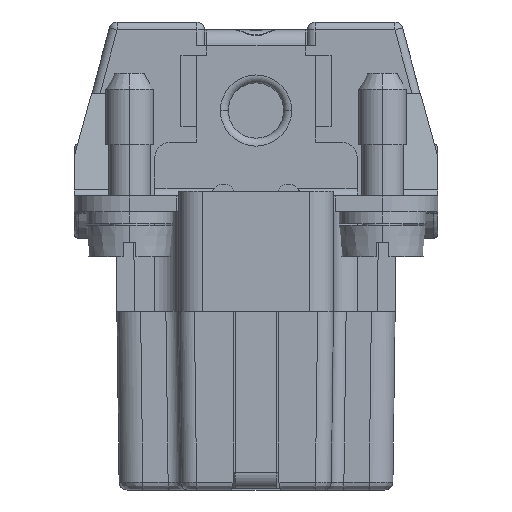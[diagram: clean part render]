
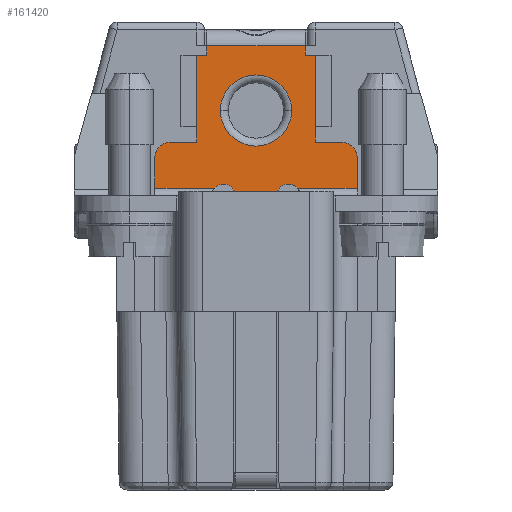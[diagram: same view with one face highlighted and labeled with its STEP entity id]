
A CAD part, left-side view. The second image highlights one B-rep face of the part: STEP entity #161420.
In plain terms, the highlighted planar face has unit normal (-1, 0, 0).
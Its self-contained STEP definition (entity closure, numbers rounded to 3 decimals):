
#210=CARTESIAN_POINT('',(51.364,56.602,
15.9));
#220=VERTEX_POINT('',#210);
#250=CARTESIAN_POINT('',(51.364,55.602,
15.9));
#260=DIRECTION('',(-1.,0.,0.));
#270=DIRECTION('',(0.,1.,0.));
#280=AXIS2_PLACEMENT_3D('',#250,#260,#270);
#290=CIRCLE('',#280,1.);
#300=CARTESIAN_POINT('',(51.364,55.602,
14.9));
#310=VERTEX_POINT('',#300);
#320=EDGE_CURVE('',#220,#310,#290,.T.);
#16870=CARTESIAN_POINT('',(51.364,56.602,
17.8));
#16880=VERTEX_POINT('',#16870);
#16930=CARTESIAN_POINT('',(51.364,56.602,
35.));
#16940=DIRECTION('',(0.,0.,-1.));
#16950=VECTOR('',#16940,1.);
#16960=LINE('',#16930,#16950);
#16970=EDGE_CURVE('',#16880,#220,#16960,.T.);
#25810=CARTESIAN_POINT('',(51.364,53.952,
9.4));
#25820=VERTEX_POINT('',#25810);
#25990=CARTESIAN_POINT('',(51.364,53.952,
13.9));
#26000=VERTEX_POINT('',#25990);
#26030=CARTESIAN_POINT('',(51.364,53.952,
35.));
#26040=DIRECTION('',(0.,0.,-1.));
#26050=VECTOR('',#26040,1.);
#26060=LINE('',#26030,#26050);
#26070=EDGE_CURVE('',#26000,#25820,#26060,.T.);
#39800=CARTESIAN_POINT('',(51.364,46.452,
13.9));
#39810=VERTEX_POINT('',#39800);
#39980=CARTESIAN_POINT('',(51.364,46.452,
9.4));
#39990=VERTEX_POINT('',#39980);
#40020=CARTESIAN_POINT('',(51.364,46.452,
35.));
#40030=DIRECTION('',(0.,0.,1.));
#40040=VECTOR('',#40030,1.);
#40050=LINE('',#40020,#40040);
#40060=EDGE_CURVE('',#39990,#39810,#40050,.T.);
#96160=CARTESIAN_POINT('',(51.364,51.502,
18.3));
#96170=VERTEX_POINT('',#96160);
#96200=CARTESIAN_POINT('',(51.364,52.252,
18.3));
#96210=DIRECTION('',(-1.,0.,0.));
#96220=DIRECTION('',(0.,1.,0.));
#96230=AXIS2_PLACEMENT_3D('',#96200,#96210,#96220);
#96240=CIRCLE('',#96230,0.75);
#96250=CARTESIAN_POINT('',(51.364,52.811,
17.8));
#96260=VERTEX_POINT('',#96250);
#96270=EDGE_CURVE('',#96260,#96170,#96240,.T.);
#97880=CARTESIAN_POINT('',(51.364,6.203,
14.9));
#97890=DIRECTION('',(0.,1.,0.));
#97900=VECTOR('',#97890,1.);
#97910=LINE('',#97880,#97900);
#97920=CARTESIAN_POINT('',(51.364,53.952,
14.9));
#97930=VERTEX_POINT('',#97920);
#97940=EDGE_CURVE('',#97930,#310,#97910,.T.);
#122010=CARTESIAN_POINT('',(51.364,43.802,
15.9));
#122020=VERTEX_POINT('',#122010);
#122050=CARTESIAN_POINT('',(51.364,43.802,
35.));
#122060=DIRECTION('',(0.,0.,1.));
#122070=VECTOR('',#122060,1.);
#122080=LINE('',#122050,#122070);
#122090=CARTESIAN_POINT('',(51.364,43.802,
17.8));
#122100=VERTEX_POINT('',#122090);
#122110=EDGE_CURVE('',#122020,#122100,#122080,.T.);
#152300=CARTESIAN_POINT('',(51.364,53.302,
8.8));
#152310=VERTEX_POINT('',#152300);
#152360=CARTESIAN_POINT('',(51.364,6.203,
8.8));
#152370=DIRECTION('',(0.,-1.,0.));
#152380=VECTOR('',#152370,1.);
#152390=LINE('',#152360,#152380);
#152400=CARTESIAN_POINT('',(51.364,47.102,
8.8));
#152410=VERTEX_POINT('',#152400);
#152420=EDGE_CURVE('',#152310,#152410,#152390,.T.);
#160140=CARTESIAN_POINT('',(51.364,53.002,
18.3));
#160150=DIRECTION('',(1.,0.,0.));
#160160=DIRECTION('',(0.,1.,0.));
#160170=AXIS2_PLACEMENT_3D('',#160140,#160150,#160160);
#160180=PLANE('',#160170);
#160190=CARTESIAN_POINT('',(51.364,50.202,
12.9));
#160200=DIRECTION('',(-1.,0.,0.));
#160210=DIRECTION('',(0.,1.,0.));
#160220=AXIS2_PLACEMENT_3D('',#160190,#160200,#160210);
#160230=CIRCLE('',#160220,2.25);
#160240=CARTESIAN_POINT('',(51.364,52.452,
12.9));
#160250=VERTEX_POINT('',#160240);
#160260=CARTESIAN_POINT('',(51.364,47.952,
12.9));
#160270=VERTEX_POINT('',#160260);
#160280=EDGE_CURVE('',#160250,#160270,#160230,.T.);
#160290=ORIENTED_EDGE('',*,*,#160280,.F.);
#160300=EDGE_CURVE('',#160270,#160250,#160230,.T.);
#160310=ORIENTED_EDGE('',*,*,#160300,.F.);
#160320=EDGE_LOOP('',(#160310,#160290));
#160330=FACE_BOUND('',#160320,.T.);
#160340=ORIENTED_EDGE('',*,*,#122110,.T.);
#160350=CARTESIAN_POINT('',(51.364,44.802,
15.9));
#160360=DIRECTION('',(1.,0.,0.));
#160370=DIRECTION('',(0.,-1.,0.));
#160380=AXIS2_PLACEMENT_3D('',#160350,#160360,#160370);
#160390=CIRCLE('',#160380,1.);
#160400=CARTESIAN_POINT('',(51.364,44.802,
14.9));
#160410=VERTEX_POINT('',#160400);
#160420=EDGE_CURVE('',#122020,#160410,#160390,.T.);
#160430=ORIENTED_EDGE('',*,*,#160420,.F.);
#160440=CARTESIAN_POINT('',(51.364,6.203,
14.9));
#160450=DIRECTION('',(0.,1.,0.));
#160460=VECTOR('',#160450,1.);
#160470=LINE('',#160440,#160460);
#160480=CARTESIAN_POINT('',(51.364,46.452,
14.9));
#160490=VERTEX_POINT('',#160480);
#160500=EDGE_CURVE('',#160410,#160490,#160470,.T.);
#160510=ORIENTED_EDGE('',*,*,#160500,.F.);
#160520=CARTESIAN_POINT('',(51.364,46.452,
35.));
#160530=DIRECTION('',(0.,0.,-1.));
#160540=VECTOR('',#160530,1.);
#160550=LINE('',#160520,#160540);
#160560=EDGE_CURVE('',#160490,#39810,#160550,.T.);
#160570=ORIENTED_EDGE('',*,*,#160560,.F.);
#160580=ORIENTED_EDGE('',*,*,#40060,.T.);
#160590=CARTESIAN_POINT('',(51.364,53.952,
9.4));
#160600=DIRECTION('',(0.,-1.,0.));
#160610=VECTOR('',#160600,1.);
#160620=LINE('',#160590,#160610);
#160630=CARTESIAN_POINT('',(51.364,47.102,
9.4));
#160640=VERTEX_POINT('',#160630);
#160650=EDGE_CURVE('',#160640,#39990,#160620,.T.);
#160660=ORIENTED_EDGE('',*,*,#160650,.T.);
#160670=CARTESIAN_POINT('',(51.364,47.102,
22.4));
#160680=DIRECTION('',(0.,0.,-1.));
#160690=VECTOR('',#160680,1.);
#160700=LINE('',#160670,#160690);
#160710=EDGE_CURVE('',#160640,#152410,#160700,.T.);
#160720=ORIENTED_EDGE('',*,*,#160710,.F.);
#160730=ORIENTED_EDGE('',*,*,#152420,.T.);
#160740=CARTESIAN_POINT('',(51.364,53.302,
22.4));
#160750=DIRECTION('',(0.,0.,-1.));
#160760=VECTOR('',#160750,1.);
#160770=LINE('',#160740,#160760);
#160780=CARTESIAN_POINT('',(51.364,53.302,
9.4));
#160790=VERTEX_POINT('',#160780);
#160800=EDGE_CURVE('',#160790,#152310,#160770,.T.);
#160810=ORIENTED_EDGE('',*,*,#160800,.T.);
#160820=EDGE_CURVE('',#25820,#160790,#160620,.T.);
#160830=ORIENTED_EDGE('',*,*,#160820,.T.);
#160840=ORIENTED_EDGE('',*,*,#26070,.T.);
#160850=CARTESIAN_POINT('',(51.364,53.952,
35.));
#160860=DIRECTION('',(0.,0.,-1.));
#160870=VECTOR('',#160860,1.);
#160880=LINE('',#160850,#160870);
#160890=EDGE_CURVE('',#97930,#26000,#160880,.T.);
#160900=ORIENTED_EDGE('',*,*,#160890,.T.);
#160910=ORIENTED_EDGE('',*,*,#97940,.F.);
#160920=ORIENTED_EDGE('',*,*,#320,.T.);
#160930=ORIENTED_EDGE('',*,*,#16970,.T.);
#160940=CARTESIAN_POINT('',(51.364,6.203,
17.8));
#160950=DIRECTION('',(0.,-1.,0.));
#160960=VECTOR('',#160950,1.);
#160970=LINE('',#160940,#160960);
#160980=EDGE_CURVE('',#16880,#96260,#160970,.T.);
#160990=ORIENTED_EDGE('',*,*,#160980,.F.);
#161000=ORIENTED_EDGE('',*,*,#96270,.F.);
#161010=CARTESIAN_POINT('',(51.364,51.502,
35.));
#161020=DIRECTION('',(0.,0.,-1.));
#161030=VECTOR('',#161020,1.);
#161040=LINE('',#161010,#161030);
#161050=CARTESIAN_POINT('',(51.364,51.502,19.3));
#161060=VERTEX_POINT('',#161050);
#161070=EDGE_CURVE('',#161060,#96170,#161040,.T.);
#161080=ORIENTED_EDGE('',*,*,#161070,.T.);
#161090=CARTESIAN_POINT('',(51.364,0.,19.3));
#161100=DIRECTION('',(0.,-1.,0.));
#161110=VECTOR('',#161100,1.);
#161120=LINE('',#161090,#161110);
#161130=CARTESIAN_POINT('',(51.364,48.902,19.3));
#161140=VERTEX_POINT('',#161130);
#161150=EDGE_CURVE('',#161060,#161140,#161120,.T.);
#161160=ORIENTED_EDGE('',*,*,#161150,.F.);
#161170=CARTESIAN_POINT('',(51.364,48.902,
35.));
#161180=DIRECTION('',(0.,0.,1.));
#161190=VECTOR('',#161180,1.);
#161200=LINE('',#161170,#161190);
#161210=CARTESIAN_POINT('',(51.364,48.902,
18.3));
#161220=VERTEX_POINT('',#161210);
#161230=EDGE_CURVE('',#161220,#161140,#161200,.T.);
#161240=ORIENTED_EDGE('',*,*,#161230,.T.);
#161250=CARTESIAN_POINT('',(51.364,48.152,
18.3));
#161260=DIRECTION('',(-1.,0.,0.));
#161270=DIRECTION('',(0.,1.,0.));
#161280=AXIS2_PLACEMENT_3D('',#161250,#161260,#161270);
#161290=CIRCLE('',#161280,0.75);
#161300=CARTESIAN_POINT('',(51.364,47.593,
17.8));
#161310=VERTEX_POINT('',#161300);
#161320=EDGE_CURVE('',#161220,#161310,#161290,.T.);
#161330=ORIENTED_EDGE('',*,*,#161320,.F.);
#161340=CARTESIAN_POINT('',(51.364,6.203,
17.8));
#161350=DIRECTION('',(0.,-1.,0.));
#161360=VECTOR('',#161350,1.);
#161370=LINE('',#161340,#161360);
#161380=EDGE_CURVE('',#161310,#122100,#161370,.T.);
#161390=ORIENTED_EDGE('',*,*,#161380,.F.);
#161400=EDGE_LOOP('',(#161390,#161330,#161240,#161160,#161080,#161000,
#160990,#160930,#160920,#160910,#160900,#160840,#160830,#160810,#160730,
#160720,#160660,#160580,#160570,#160510,#160430,#160340));
#161410=FACE_OUTER_BOUND('',#161400,.T.);
#161420=ADVANCED_FACE('',(#160330,#161410),#160180,.F.);
